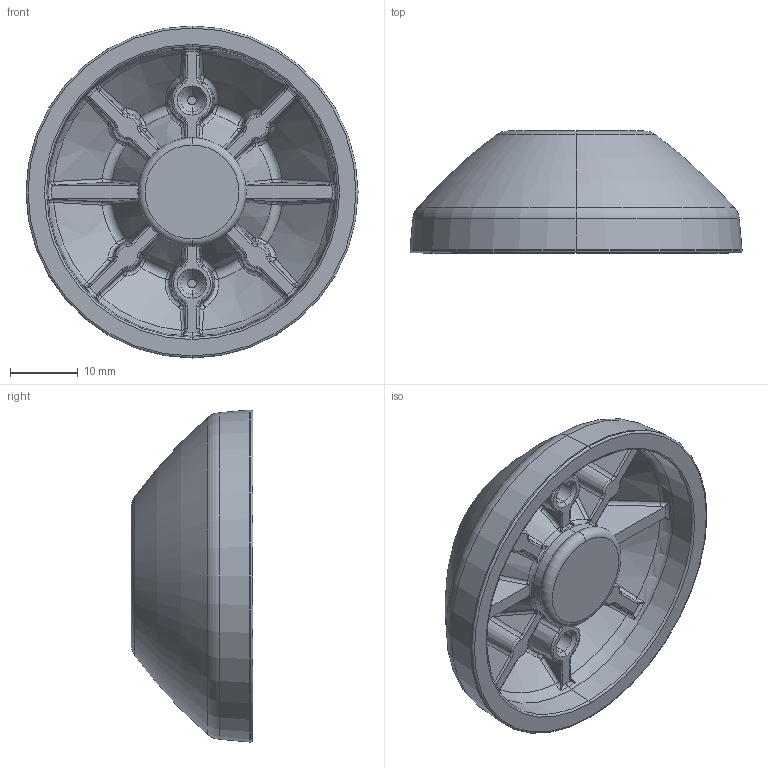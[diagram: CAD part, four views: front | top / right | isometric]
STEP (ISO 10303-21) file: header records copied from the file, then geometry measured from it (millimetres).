
FILE_DESCRIPTION (( 'STEP AP214' ), '1' );
FILE_NAME ('098D050K.STEP', '2014-08-11T08:52:14', ( '' ), ( '' ), 'SwSTEP 2.0', 'SolidWorks 2014', '' );
FILE_SCHEMA (( 'AUTOMOTIVE_DESIGN' ));
Length unit declared in the file: millimetre
Products named in the file (1): 098D050K
Bounding box: 49 x 18 x 49 mm (x, y, z)
Volume: 12205.8 mm3; surface area: 7756.9 mm2
Topology: 1 solids, 1 shells, 409 faces, 965 edges, 536 vertices
Faces by surface type: bspline 236, torus 56, cone 42, plane 41, cylinder 32, sphere 2
Entity records: 15638 total; most frequent: CARTESIAN_POINT 8087, ORIENTED_EDGE 1872, DIRECTION 1194, EDGE_CURVE 936, AXIS2_PLACEMENT_3D 560, VERTEX_POINT 533, B_SPLINE_CURVE_WITH_KNOTS 476, EDGE_LOOP 413
